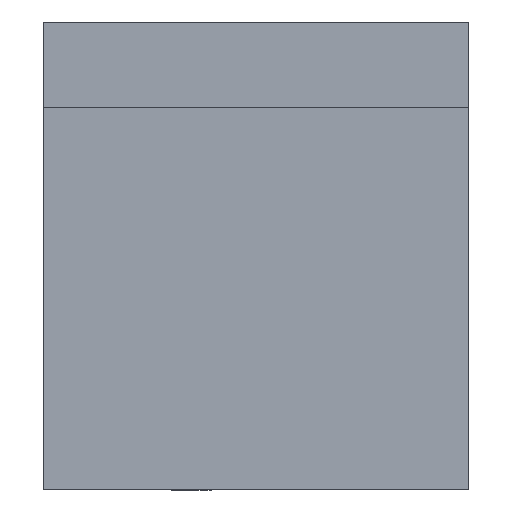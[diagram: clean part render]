
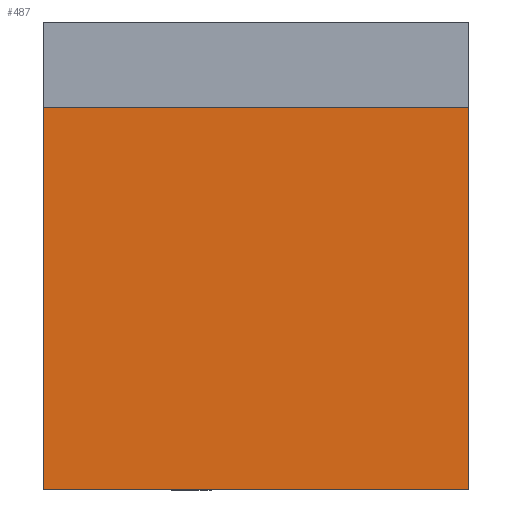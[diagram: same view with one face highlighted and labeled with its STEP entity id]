
A CAD part, left-side view. The second image highlights one B-rep face of the part: STEP entity #487.
In plain terms, the highlighted planar face has unit normal (-1, 0, 0).
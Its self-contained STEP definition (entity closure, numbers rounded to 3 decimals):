
#33=PLANE('',#526);
#57=FACE_OUTER_BOUND('',#83,.T.);
#83=EDGE_LOOP('',(#431,#432,#433,#434));
#98=LINE('',#688,#154);
#121=LINE('',#739,#177);
#137=LINE('',#784,#193);
#142=LINE('',#792,#198);
#154=VECTOR('',#552,10.);
#177=VECTOR('',#583,10.);
#193=VECTOR('',#633,10.);
#198=VECTOR('',#644,10.);
#223=VERTEX_POINT('',#685);
#224=VERTEX_POINT('',#687);
#247=VERTEX_POINT('',#736);
#248=VERTEX_POINT('',#738);
#268=EDGE_CURVE('',#224,#223,#98,.T.);
#293=EDGE_CURVE('',#247,#248,#121,.T.);
#317=EDGE_CURVE('',#248,#223,#137,.T.);
#322=EDGE_CURVE('',#224,#247,#142,.T.);
#431=ORIENTED_EDGE('',*,*,#322,.F.);
#432=ORIENTED_EDGE('',*,*,#268,.T.);
#433=ORIENTED_EDGE('',*,*,#317,.F.);
#434=ORIENTED_EDGE('',*,*,#293,.F.);
#487=ADVANCED_FACE('',(#57),#33,.T.);
#526=AXIS2_PLACEMENT_3D('',#793,#645,#646);
#552=DIRECTION('',(0.,0.,-1.));
#583=DIRECTION('',(0.,0.,-1.));
#633=DIRECTION('',(0.,1.,0.));
#644=DIRECTION('',(0.,-1.,0.));
#645=DIRECTION('center_axis',(-1.,0.,0.));
#646=DIRECTION('ref_axis',(0.,1.,0.));
#685=CARTESIAN_POINT('',(-16.94,-19.333,-16.));
#687=CARTESIAN_POINT('',(-16.94,-19.333,-7.));
#688=CARTESIAN_POINT('',(-16.94,-19.333,-7.));
#736=CARTESIAN_POINT('',(-16.94,-29.333,-7.));
#738=CARTESIAN_POINT('',(-16.94,-29.333,-16.));
#739=CARTESIAN_POINT('',(-16.94,-29.333,-7.));
#784=CARTESIAN_POINT('',(-16.94,-19.333,-16.));
#792=CARTESIAN_POINT('',(-16.94,-19.333,-7.));
#793=CARTESIAN_POINT('Origin',(-16.94,-29.333,-7.));
